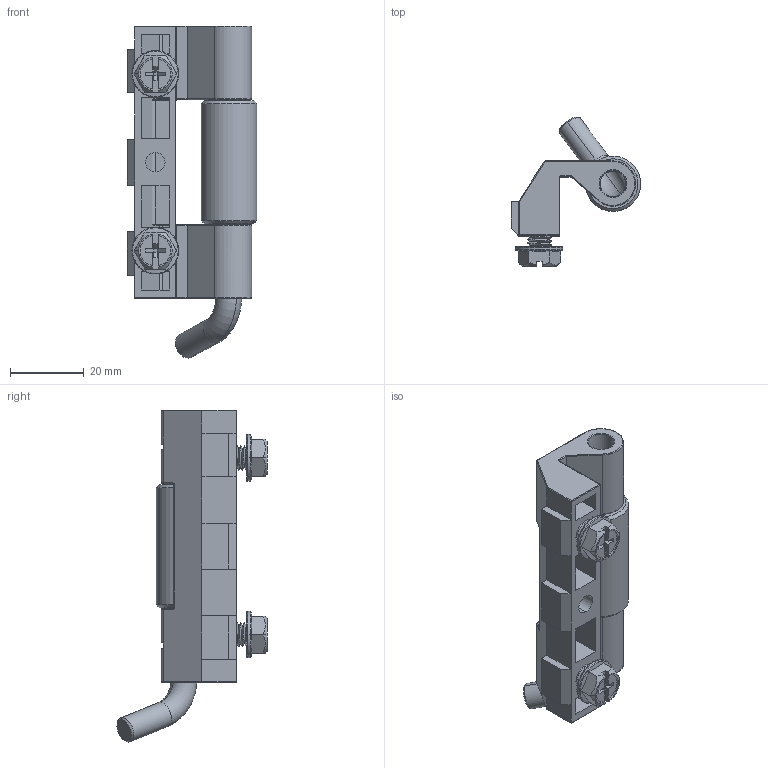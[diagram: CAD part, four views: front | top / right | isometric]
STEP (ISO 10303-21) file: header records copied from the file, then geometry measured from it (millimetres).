
FILE_DESCRIPTION (( 'STEP AP203' ), '1' );
FILE_NAME ('MG06.1.1.21.STEP', '2022-07-21T10:56:57', ( '' ), ( '' ), 'SwSTEP 2.0', 'SolidWorks 2021', '' );
FILE_SCHEMA (( 'CONFIG_CONTROL_DESIGN' ));
Length unit declared in the file: millimetre
Products named in the file (1): MG06.1.1.21
Bounding box: 35.1 x 40.77 x 90.16 mm (x, y, z)
Surface area: 13308.2 mm2 (no closed solid volume)
Topology: 0 solids, 53 shells, 331 faces, 889 edges, 607 vertices
Faces by surface type: plane 194, cylinder 53, bspline 35, torus 31, cone 18
Entity records: 13144 total; most frequent: CARTESIAN_POINT 5161, DIRECTION 1559, ORIENTED_EDGE 1488, EDGE_CURVE 887, LINE 623, VECTOR 623, VERTEX_POINT 607, AXIS2_PLACEMENT_3D 468
